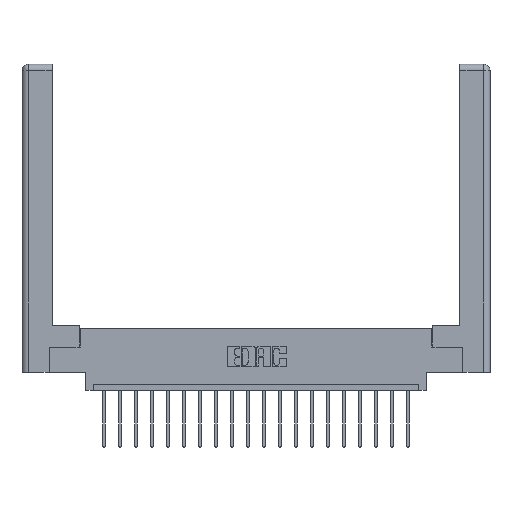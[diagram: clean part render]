
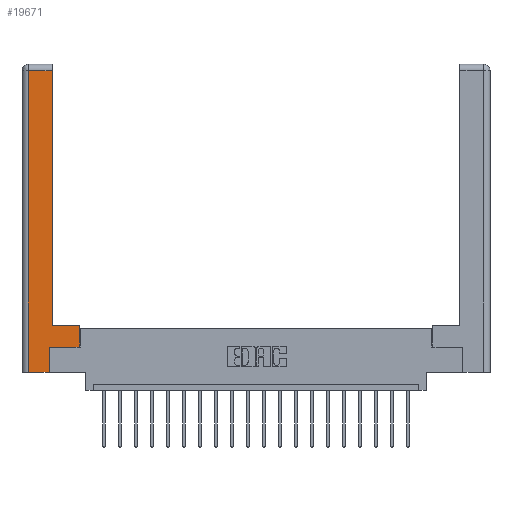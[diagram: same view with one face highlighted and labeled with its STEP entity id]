
A CAD part, top view. The second image highlights one B-rep face of the part: STEP entity #19671.
In plain terms, the highlighted planar face has unit normal (0, 0, 1).
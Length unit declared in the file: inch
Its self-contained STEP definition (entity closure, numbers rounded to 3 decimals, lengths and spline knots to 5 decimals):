
#146 = VECTOR ( 'NONE', #13898, 39.37008 ) ;
#1110 = ORIENTED_EDGE ( 'NONE', *, *, #11103, .T. ) ;
#1309 = DIRECTION ( 'NONE',  ( 1., 0., 0. ) ) ;
#1877 = FACE_OUTER_BOUND ( 'NONE', #14768, .T. ) ;
#2071 = ORIENTED_EDGE ( 'NONE', *, *, #8028, .T. ) ;
#2388 = CARTESIAN_POINT ( 'NONE',  ( 0.565, 0.45, 0. ) ) ;
#2722 = VERTEX_POINT ( 'NONE', #15878 ) ;
#2824 = CARTESIAN_POINT ( 'NONE',  ( 0.565, 0.245, 0. ) ) ;
#2850 = CARTESIAN_POINT ( 'NONE',  ( 0.265, 0.245, 0. ) ) ;
#3828 = VECTOR ( 'NONE', #9188, 39.37008 ) ;
#4197 = DIRECTION ( 'NONE',  ( 0., 0., -1. ) ) ;
#4763 = EDGE_CURVE ( 'NONE', #7596, #15397, #5726, .T. ) ;
#4871 = CARTESIAN_POINT ( 'NONE',  ( 0.295, 2.94, 0. ) ) ;
#5635 = DIRECTION ( 'NONE',  ( 0., 1., 0. ) ) ;
#5726 = LINE ( 'NONE', #2850, #10372 ) ;
#6246 = VERTEX_POINT ( 'NONE', #12884 ) ;
#6524 = LINE ( 'NONE', #7543, #3828 ) ;
#6534 = AXIS2_PLACEMENT_3D ( 'NONE', #13673, #4197, #15272 ) ;
#6588 = ORIENTED_EDGE ( 'NONE', *, *, #8169, .T. ) ;
#6815 = VERTEX_POINT ( 'NONE', #9971 ) ;
#7213 = DIRECTION ( 'NONE',  ( 0., 1., 0. ) ) ;
#7442 = CARTESIAN_POINT ( 'NONE',  ( 0.265, 0., 0. ) ) ;
#7543 = CARTESIAN_POINT ( 'NONE',  ( 0.0615, 0., 0. ) ) ;
#7596 = VERTEX_POINT ( 'NONE', #14591 ) ;
#8028 = EDGE_CURVE ( 'NONE', #15985, #6246, #19588, .T. ) ;
#8169 = EDGE_CURVE ( 'NONE', #15397, #2722, #14800, .T. ) ;
#8372 = VECTOR ( 'NONE', #16509, 39.37008 ) ;
#8731 = CARTESIAN_POINT ( 'NONE',  ( 0.0615, 2.94, 0. ) ) ;
#8861 = LINE ( 'NONE', #8870, #8372 ) ;
#8870 = CARTESIAN_POINT ( 'NONE',  ( 0.295, 0.45, 0. ) ) ;
#9188 = DIRECTION ( 'NONE',  ( 0., -1., 0. ) ) ;
#9708 = EDGE_CURVE ( 'NONE', #13844, #15985, #13724, .T. ) ;
#9971 = CARTESIAN_POINT ( 'NONE',  ( 0.565, 0.45, 0. ) ) ;
#10212 = VECTOR ( 'NONE', #7213, 39.37008 ) ;
#10358 = EDGE_CURVE ( 'NONE', #2722, #6815, #12218, .T. ) ;
#10372 = VECTOR ( 'NONE', #11020, 39.37008 ) ;
#10451 = DIRECTION ( 'NONE',  ( -1., 0., 0. ) ) ;
#10453 = PLANE ( 'NONE',  #6534 ) ;
#11020 = DIRECTION ( 'NONE',  ( 0., 1., 0. ) ) ;
#11103 = EDGE_CURVE ( 'NONE', #6246, #13180, #6524, .T. ) ;
#11480 = CARTESIAN_POINT ( 'NONE',  ( 0.0615, 0., 0. ) ) ;
#11710 = VECTOR ( 'NONE', #5635, 39.37008 ) ;
#12218 = LINE ( 'NONE', #2388, #11710 ) ;
#12345 = ORIENTED_EDGE ( 'NONE', *, *, #4763, .T. ) ;
#12884 = CARTESIAN_POINT ( 'NONE',  ( 0.0615, 2.94, 0. ) ) ;
#12904 = ORIENTED_EDGE ( 'NONE', *, *, #10358, .T. ) ;
#13180 = VERTEX_POINT ( 'NONE', #11480 ) ;
#13492 = ORIENTED_EDGE ( 'NONE', *, *, #13631, .T. ) ;
#13631 = EDGE_CURVE ( 'NONE', #6815, #13844, #8861, .T. ) ;
#13673 = CARTESIAN_POINT ( 'NONE',  ( 0., 0., 0. ) ) ;
#13724 = LINE ( 'NONE', #16920, #10212 ) ;
#13844 = VERTEX_POINT ( 'NONE', #15815 ) ;
#13898 = DIRECTION ( 'NONE',  ( 1., 0., 0. ) ) ;
#14591 = CARTESIAN_POINT ( 'NONE',  ( 0.265, 0., 0. ) ) ;
#14768 = EDGE_LOOP ( 'NONE', ( #19765, #2071, #1110, #19833, #12345, #6588, #12904, #13492 ) ) ;
#14800 = LINE ( 'NONE', #2824, #17281 ) ;
#15272 = DIRECTION ( 'NONE',  ( -1., 0., 0. ) ) ;
#15397 = VERTEX_POINT ( 'NONE', #17974 ) ;
#15815 = CARTESIAN_POINT ( 'NONE',  ( 0.295, 0.45, 0. ) ) ;
#15878 = CARTESIAN_POINT ( 'NONE',  ( 0.565, 0.245, 0. ) ) ;
#15985 = VERTEX_POINT ( 'NONE', #4871 ) ;
#16509 = DIRECTION ( 'NONE',  ( -1., 0., 0. ) ) ;
#16920 = CARTESIAN_POINT ( 'NONE',  ( 0.295, 3., 0. ) ) ;
#17281 = VECTOR ( 'NONE', #1309, 39.37008 ) ;
#17730 = LINE ( 'NONE', #7442, #146 ) ;
#17974 = CARTESIAN_POINT ( 'NONE',  ( 0.265, 0.245, 0. ) ) ;
#19322 = EDGE_CURVE ( 'NONE', #13180, #7596, #17730, .T. ) ;
#19588 = LINE ( 'NONE', #8731, #20044 ) ;
#19671 = ADVANCED_FACE ( 'NONE', ( #1877 ), #10453, .F. ) ;
#19765 = ORIENTED_EDGE ( 'NONE', *, *, #9708, .T. ) ;
#19833 = ORIENTED_EDGE ( 'NONE', *, *, #19322, .T. ) ;
#20044 = VECTOR ( 'NONE', #10451, 39.37008 ) ;
